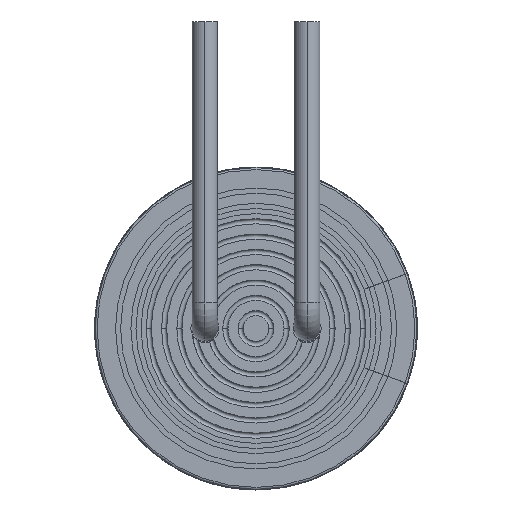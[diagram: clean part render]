
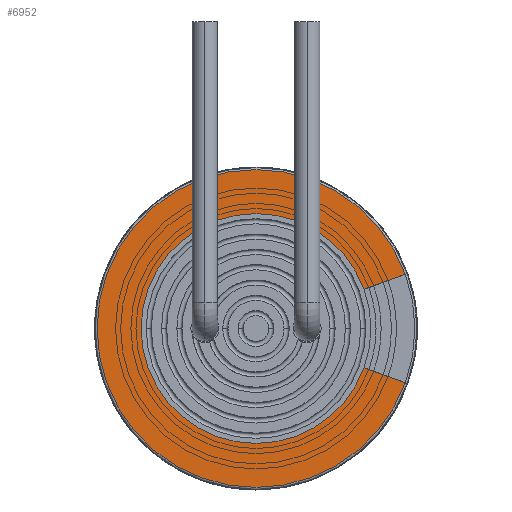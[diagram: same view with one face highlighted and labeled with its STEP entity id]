
A CAD part, front view. The second image highlights one B-rep face of the part: STEP entity #6952.
In plain terms, the highlighted planar face has unit normal (0, -1, 0).
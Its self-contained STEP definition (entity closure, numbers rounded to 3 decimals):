
#503 = CARTESIAN_POINT ( 'NONE',  ( 0., -0.15, 0. ) ) ;
#942 = CARTESIAN_POINT ( 'NONE',  ( 1.916, -0.15, 0.697 ) ) ;
#1464 = CARTESIAN_POINT ( 'NONE',  ( 0., -0.15, 0. ) ) ;
#1819 = LINE ( 'NONE', #942, #11849 ) ;
#2257 = AXIS2_PLACEMENT_3D ( 'NONE', #9313, #12152, #6731 ) ;
#2516 = EDGE_LOOP ( 'NONE', ( #10528, #6168, #12079, #4499 ) ) ;
#2801 = CARTESIAN_POINT ( 'NONE',  ( 2.924, -0.15, 1.064 ) ) ;
#3306 = EDGE_CURVE ( 'NONE', #6448, #4570, #8847, .T. ) ;
#4135 = DIRECTION ( 'NONE',  ( 1., 0., 0. ) ) ;
#4156 = DIRECTION ( 'NONE',  ( 1., 0., 0. ) ) ;
#4291 = CIRCLE ( 'NONE', #12177, 3.111 ) ;
#4325 = DIRECTION ( 'NONE',  ( 0., -1., 0. ) ) ;
#4499 = ORIENTED_EDGE ( 'NONE', *, *, #10233, .F. ) ;
#4570 = VERTEX_POINT ( 'NONE', #4601 ) ;
#4601 = CARTESIAN_POINT ( 'NONE',  ( 2.114, -0.15, -0.77 ) ) ;
#4951 = EDGE_CURVE ( 'NONE', #6074, #5557, #1819, .T. ) ;
#5106 = EDGE_CURVE ( 'NONE', #5557, #6448, #4291, .T. ) ;
#5351 = CARTESIAN_POINT ( 'NONE',  ( 2.114, -0.15, 0.77 ) ) ;
#5557 = VERTEX_POINT ( 'NONE', #2801 ) ;
#5880 = DIRECTION ( 'NONE',  ( 0.94, 0., 0.342 ) ) ;
#6074 = VERTEX_POINT ( 'NONE', #5351 ) ;
#6168 = ORIENTED_EDGE ( 'NONE', *, *, #5106, .T. ) ;
#6409 = PLANE ( 'NONE',  #2257 ) ;
#6448 = VERTEX_POINT ( 'NONE', #12020 ) ;
#6731 = DIRECTION ( 'NONE',  ( 1., 0., 0. ) ) ;
#6952 = ADVANCED_FACE ( 'NONE', ( #11104 ), #6409, .T. ) ;
#8847 = LINE ( 'NONE', #11569, #8850 ) ;
#8850 = VECTOR ( 'NONE', #10642, 1000. ) ;
#8855 = AXIS2_PLACEMENT_3D ( 'NONE', #1464, #11616, #4135 ) ;
#9040 = CIRCLE ( 'NONE', #8855, 2.25 ) ;
#9313 = CARTESIAN_POINT ( 'NONE',  ( 2.227, -0.15, 2.227 ) ) ;
#10233 = EDGE_CURVE ( 'NONE', #6074, #4570, #9040, .T. ) ;
#10528 = ORIENTED_EDGE ( 'NONE', *, *, #4951, .T. ) ;
#10642 = DIRECTION ( 'NONE',  ( -0.94, 0., 0.342 ) ) ;
#11104 = FACE_OUTER_BOUND ( 'NONE', #2516, .T. ) ;
#11569 = CARTESIAN_POINT ( 'NONE',  ( 1.251, -0.15, -0.455 ) ) ;
#11616 = DIRECTION ( 'NONE',  ( 0., -1., 0. ) ) ;
#11849 = VECTOR ( 'NONE', #5880, 1000. ) ;
#12020 = CARTESIAN_POINT ( 'NONE',  ( 2.924, -0.15, -1.064 ) ) ;
#12079 = ORIENTED_EDGE ( 'NONE', *, *, #3306, .T. ) ;
#12152 = DIRECTION ( 'NONE',  ( 0., -1., 0. ) ) ;
#12177 = AXIS2_PLACEMENT_3D ( 'NONE', #503, #4325, #4156 ) ;
